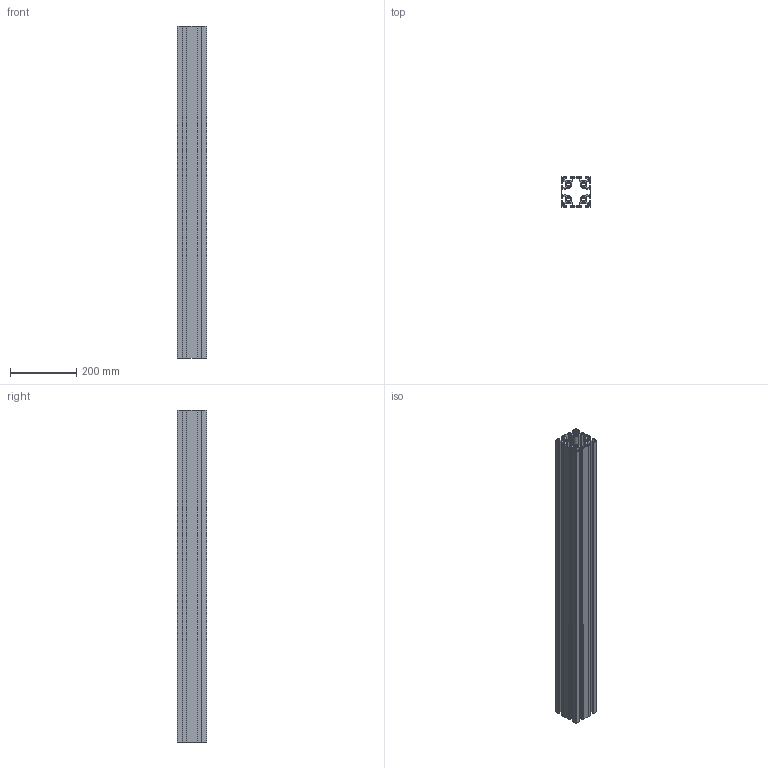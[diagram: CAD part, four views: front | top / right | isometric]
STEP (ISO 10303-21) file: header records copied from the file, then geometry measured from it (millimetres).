
FILE_DESCRIPTION (( 'STEP AP203' ), '1' );
FILE_NAME ('ALF-9090-10B.step', '2024-08-07T10:27:42', ( '' ), ( '' ), 'SwSTEP 2.0', 'SolidWorks 2022', '' );
FILE_SCHEMA (( 'CONFIG_CONTROL_DESIGN' ));
Length unit declared in the file: millimetre
Products named in the file (1): ALF-9090-10B
Bounding box: 90 x 90 x 1000 mm (x, y, z)
Volume: 2122872.4 mm3; surface area: 1515169.9 mm2
Topology: 1 solids, 1 shells, 654 faces, 1956 edges, 1304 vertices
Faces by surface type: cylinder 396, plane 258
Entity records: 22445 total; most frequent: DIRECTION 4058, CARTESIAN_POINT 3915, ORIENTED_EDGE 3912, EDGE_CURVE 1956, AXIS2_PLACEMENT_3D 1447, VERTEX_POINT 1304, VECTOR 1164, LINE 1164
